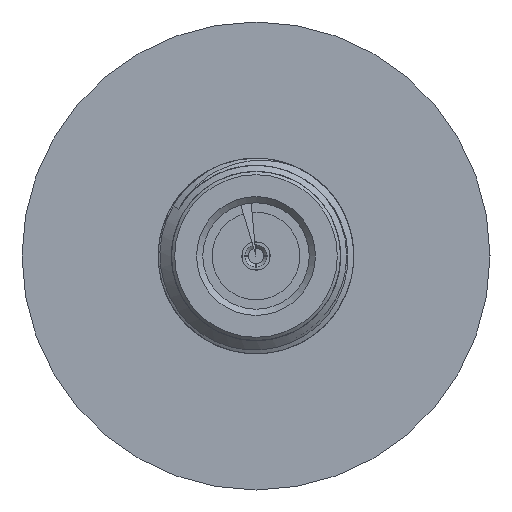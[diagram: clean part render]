
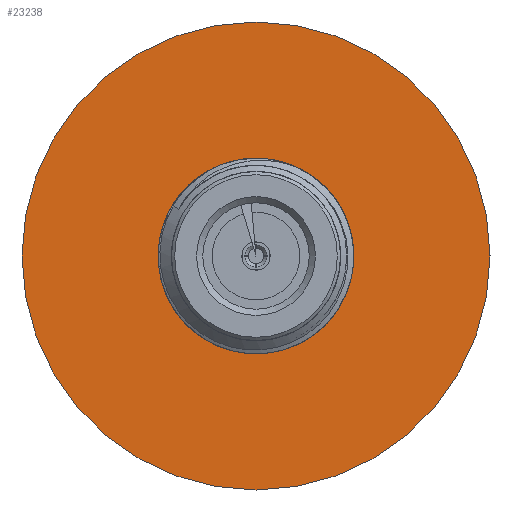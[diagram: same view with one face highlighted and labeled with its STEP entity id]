
A CAD part, left-side view. The second image highlights one B-rep face of the part: STEP entity #23238.
In plain terms, the highlighted planar face has unit normal (-1, 0, 0).
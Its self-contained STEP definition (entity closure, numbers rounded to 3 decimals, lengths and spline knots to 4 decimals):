
#538 = AXIS2_PLACEMENT_3D ( 'NONE', #8613, #60368, #67856 ) ;
#1027 = VERTEX_POINT ( 'NONE', #73220 ) ;
#5514 = DIRECTION ( 'NONE',  ( 0., -1., 0. ) ) ;
#6210 = CARTESIAN_POINT ( 'NONE',  ( 0.6772, -0.2625, 0. ) ) ;
#8613 = CARTESIAN_POINT ( 'NONE',  ( 0.6772, 0., 0. ) ) ;
#10655 = PLANE ( 'NONE',  #42874 ) ;
#13222 = CARTESIAN_POINT ( 'NONE',  ( 0.6772, 0., 0. ) ) ;
#19427 = EDGE_LOOP ( 'NONE', ( #52805 ) ) ;
#23238 = ADVANCED_FACE ( 'NONE', ( #27403, #29690 ), #10655, .T. ) ;
#27403 = FACE_OUTER_BOUND ( 'NONE', #41812, .T. ) ;
#27664 = VERTEX_POINT ( 'NONE', #6210 ) ;
#29690 = FACE_BOUND ( 'NONE', #19427, .T. ) ;
#33003 = DIRECTION ( 'NONE',  ( 0., -1., 0. ) ) ;
#39845 = CARTESIAN_POINT ( 'NONE',  ( 0.6772, 0., 0. ) ) ;
#41812 = EDGE_LOOP ( 'NONE', ( #68901 ) ) ;
#42874 = AXIS2_PLACEMENT_3D ( 'NONE', #39845, #62409, #33003 ) ;
#42957 = EDGE_CURVE ( 'NONE', #1027, #1027, #91052, .T. ) ;
#49593 = EDGE_CURVE ( 'NONE', #27664, #27664, #88149, .T. ) ;
#49850 = DIRECTION ( 'NONE',  ( -1., 0., 0. ) ) ;
#52805 = ORIENTED_EDGE ( 'NONE', *, *, #49593, .F. ) ;
#60368 = DIRECTION ( 'NONE',  ( 1., 0., 0. ) ) ;
#62409 = DIRECTION ( 'NONE',  ( -1., 0., 0. ) ) ;
#67856 = DIRECTION ( 'NONE',  ( 0., 1., 0. ) ) ;
#68901 = ORIENTED_EDGE ( 'NONE', *, *, #42957, .F. ) ;
#69404 = AXIS2_PLACEMENT_3D ( 'NONE', #13222, #49850, #5514 ) ;
#73220 = CARTESIAN_POINT ( 'NONE',  ( 0.6772, 0.748, 0. ) ) ;
#88149 = CIRCLE ( 'NONE', #69404, 0.2625 ) ;
#91052 = CIRCLE ( 'NONE', #538, 0.748 ) ;
